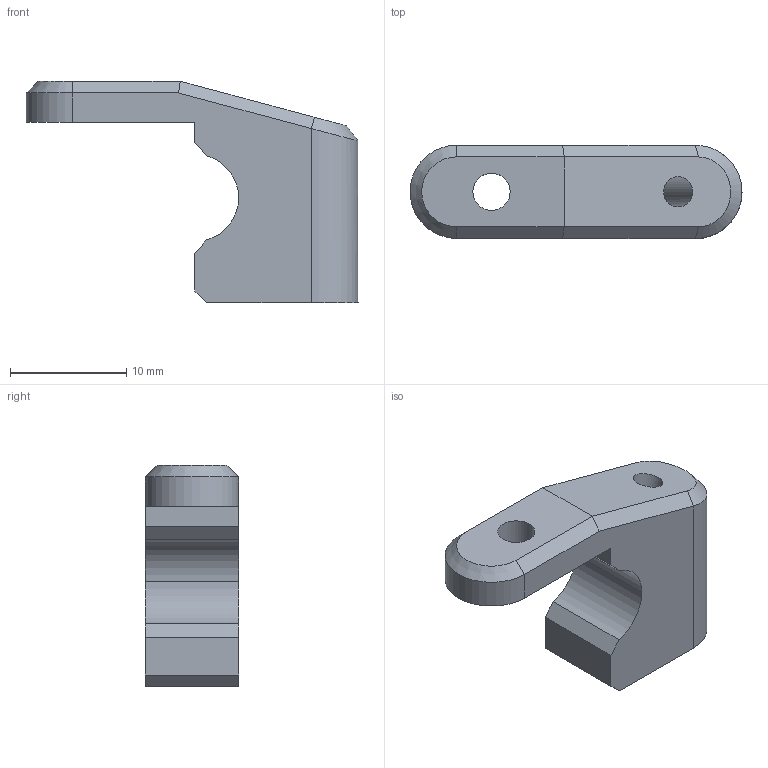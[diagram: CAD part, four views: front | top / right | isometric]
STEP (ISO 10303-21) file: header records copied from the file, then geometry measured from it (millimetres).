
FILE_DESCRIPTION(('FreeCAD Model'),'2;1');
FILE_NAME('y-board-holder-1515-x2.step', '2021-08-11T10:30:26',('Author'),(''), 'Open CASCADE STEP processor 7.3','FreeCAD','Unknown');
FILE_SCHEMA(('AUTOMOTIVE_DESIGN { 1 0 10303 214 1 1 1 1 }'));
Length unit declared in the file: millimetre
Products named in the file (1): board.holder.wireclip
Bounding box: 28.5 x 8 x 19 mm (x, y, z)
Volume: 1855.8 mm3; surface area: 1246 mm2
Topology: 1 solids, 1 shells, 24 faces, 58 edges, 37 vertices
Faces by surface type: plane 16, cylinder 6, bspline 1, cone 1
Full cylindrical faces by diameter (mm): 2.6 x1, 3.2 x1
Entity records: 1543 total; most frequent: CARTESIAN_POINT 356, DIRECTION 214, LINE 134, VECTOR 134, ORIENTED_EDGE 116, PCURVE 116, DEFINITIONAL_REPRESENTATION 116, EDGE_CURVE 58
